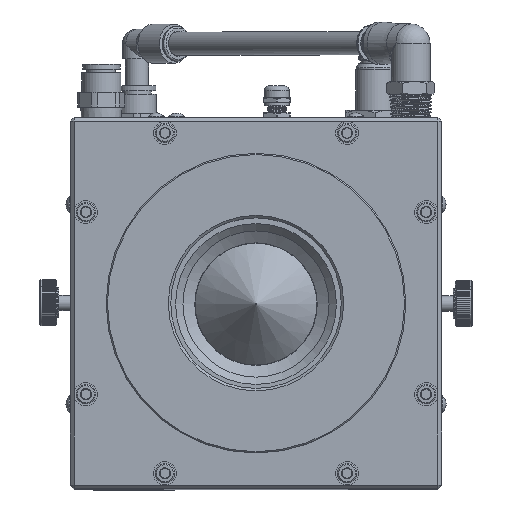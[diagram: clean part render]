
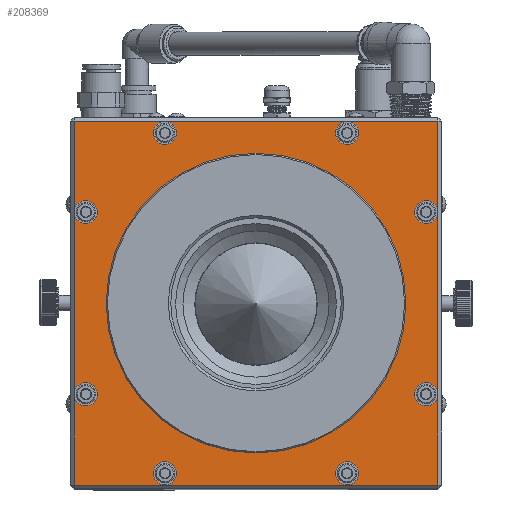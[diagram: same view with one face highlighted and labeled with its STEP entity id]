
A CAD part, top view. The second image highlights one B-rep face of the part: STEP entity #208369.
In plain terms, the highlighted planar face has unit normal (0, 0, 1).
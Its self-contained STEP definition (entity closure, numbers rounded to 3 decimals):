
#485 = VERTEX_POINT ( 'NONE', #215031 ) ;
#2800 = DIRECTION ( 'NONE',  ( 0., 0., 1. ) ) ;
#7118 = CARTESIAN_POINT ( 'NONE',  ( -32.618, -69.85, 224.442 ) ) ;
#8895 = EDGE_CURVE ( 'NONE', #271106, #199480, #241264, .T. ) ;
#11088 = DIRECTION ( 'NONE',  ( 0., 0., -1. ) ) ;
#11622 = FACE_BOUND ( 'NONE', #210476, .T. ) ;
#12709 = LINE ( 'NONE', #231836, #235693 ) ;
#15145 = EDGE_CURVE ( 'NONE', #116068, #271106, #12709, .T. ) ;
#16275 = DIRECTION ( 'NONE',  ( 0., 0., -1. ) ) ;
#17800 = VECTOR ( 'NONE', #311340, 1000. ) ;
#25854 = DIRECTION ( 'NONE',  ( 1., 0., 0. ) ) ;
#29761 = CIRCLE ( 'NONE', #210942, 4.762 ) ;
#31990 = CARTESIAN_POINT ( 'NONE',  ( 74.613, 37.379, 224.442 ) ) ;
#32175 = FACE_BOUND ( 'NONE', #119865, .T. ) ;
#34189 = ORIENTED_EDGE ( 'NONE', *, *, #89143, .T. ) ;
#34830 = DIRECTION ( 'NONE',  ( -1., 0., 0. ) ) ;
#35317 = FACE_BOUND ( 'NONE', #69740, .T. ) ;
#40027 = PLANE ( 'NONE',  #170757 ) ;
#41803 = DIRECTION ( 'NONE',  ( 0., 0., 1. ) ) ;
#47171 = EDGE_CURVE ( 'NONE', #75112, #75112, #263655, .T. ) ;
#48087 = EDGE_LOOP ( 'NONE', ( #206970 ) ) ;
#52076 = DIRECTION ( 'NONE',  ( 0., 0., 1. ) ) ;
#57343 = VECTOR ( 'NONE', #242797, 1000. ) ;
#57851 = ORIENTED_EDGE ( 'NONE', *, *, #293333, .F. ) ;
#58233 = CIRCLE ( 'NONE', #93535, 4.763 ) ;
#62183 = EDGE_CURVE ( 'NONE', #85960, #85960, #299507, .T. ) ;
#63781 = CARTESIAN_POINT ( 'NONE',  ( -37.381, -69.85, 224.442 ) ) ;
#69265 = EDGE_LOOP ( 'NONE', ( #258373, #34189, #147487, #120284 ) ) ;
#69740 = EDGE_LOOP ( 'NONE', ( #139543 ) ) ;
#73980 = CARTESIAN_POINT ( 'NONE',  ( -69.85, -37.38, 224.442 ) ) ;
#75112 = VERTEX_POINT ( 'NONE', #126921 ) ;
#80043 = VERTEX_POINT ( 'NONE', #307495 ) ;
#80186 = DIRECTION ( 'NONE',  ( 1., 0., 0. ) ) ;
#81735 = CARTESIAN_POINT ( 'NONE',  ( -65.088, -37.38, 224.442 ) ) ;
#82279 = AXIS2_PLACEMENT_3D ( 'NONE', #63781, #106389, #183520 ) ;
#82911 = CARTESIAN_POINT ( 'NONE',  ( 42.142, -69.851, 224.442 ) ) ;
#85960 = VERTEX_POINT ( 'NONE', #208746 ) ;
#87210 = CIRCLE ( 'NONE', #82279, 4.762 ) ;
#87541 = VERTEX_POINT ( 'NONE', #82911 ) ;
#89143 = EDGE_CURVE ( 'NONE', #80043, #116068, #281509, .T. ) ;
#89152 = EDGE_CURVE ( 'NONE', #485, #485, #58233, .T. ) ;
#90485 = FACE_BOUND ( 'NONE', #208677, .T. ) ;
#93535 = AXIS2_PLACEMENT_3D ( 'NONE', #257797, #41803, #25854 ) ;
#98963 = EDGE_LOOP ( 'NONE', ( #294485 ) ) ;
#100341 = CARTESIAN_POINT ( 'NONE',  ( -65.087, 37.38, 224.442 ) ) ;
#100695 = VERTEX_POINT ( 'NONE', #102200 ) ;
#101226 = EDGE_CURVE ( 'NONE', #199480, #80043, #239049, .T. ) ;
#101485 = VERTEX_POINT ( 'NONE', #31990 ) ;
#102200 = CARTESIAN_POINT ( 'NONE',  ( 74.612, -37.381, 224.442 ) ) ;
#105726 = CIRCLE ( 'NONE', #176443, 4.763 ) ;
#106389 = DIRECTION ( 'NONE',  ( 0., 0., 1. ) ) ;
#108820 = CARTESIAN_POINT ( 'NONE',  ( -74.701, -74.7, 224.442 ) ) ;
#112144 = AXIS2_PLACEMENT_3D ( 'NONE', #244828, #216553, #170913 ) ;
#115105 = CARTESIAN_POINT ( 'NONE',  ( -74.699, 74.7, 224.442 ) ) ;
#116068 = VERTEX_POINT ( 'NONE', #308204 ) ;
#116741 = DIRECTION ( 'NONE',  ( 0., 0., 1. ) ) ;
#119865 = EDGE_LOOP ( 'NONE', ( #230435 ) ) ;
#120284 = ORIENTED_EDGE ( 'NONE', *, *, #8895, .T. ) ;
#121623 = ORIENTED_EDGE ( 'NONE', *, *, #238989, .F. ) ;
#122326 = CARTESIAN_POINT ( 'NONE',  ( 76.199, -74.701, 224.442 ) ) ;
#126789 = FACE_BOUND ( 'NONE', #233225, .T. ) ;
#126921 = CARTESIAN_POINT ( 'NONE',  ( 42.144, 69.849, 224.442 ) ) ;
#127600 = AXIS2_PLACEMENT_3D ( 'NONE', #309595, #186664, #163140 ) ;
#128333 = FACE_BOUND ( 'NONE', #48087, .T. ) ;
#134618 = CARTESIAN_POINT ( 'NONE',  ( -76.201, -76.2, 224.442 ) ) ;
#138396 = AXIS2_PLACEMENT_3D ( 'NONE', #193944, #52076, #245858 ) ;
#139543 = ORIENTED_EDGE ( 'NONE', *, *, #165861, .F. ) ;
#147487 = ORIENTED_EDGE ( 'NONE', *, *, #15145, .T. ) ;
#155298 = FACE_BOUND ( 'NONE', #250192, .T. ) ;
#163140 = DIRECTION ( 'NONE',  ( 1., 0., 0. ) ) ;
#165861 = EDGE_CURVE ( 'NONE', #100695, #100695, #252954, .T. ) ;
#166494 = VECTOR ( 'NONE', #286419, 1000. ) ;
#168862 = CARTESIAN_POINT ( 'NONE',  ( -74.701, -76.2, 224.442 ) ) ;
#169761 = EDGE_CURVE ( 'NONE', #173241, #173241, #105726, .T. ) ;
#170757 = AXIS2_PLACEMENT_3D ( 'NONE', #134618, #16275, #230778 ) ;
#170913 = DIRECTION ( 'NONE',  ( 1., 0., 0. ) ) ;
#173241 = VERTEX_POINT ( 'NONE', #81735 ) ;
#173244 = AXIS2_PLACEMENT_3D ( 'NONE', #251179, #252729, #227500 ) ;
#175313 = ORIENTED_EDGE ( 'NONE', *, *, #62183, .T. ) ;
#176443 = AXIS2_PLACEMENT_3D ( 'NONE', #73980, #2800, #80186 ) ;
#183520 = DIRECTION ( 'NONE',  ( 1., 0., 0. ) ) ;
#186607 = FACE_OUTER_BOUND ( 'NONE', #69265, .T. ) ;
#186664 = DIRECTION ( 'NONE',  ( 0., 0., 1. ) ) ;
#189288 = CARTESIAN_POINT ( 'NONE',  ( 69.851, 37.379, 224.442 ) ) ;
#193944 = CARTESIAN_POINT ( 'NONE',  ( -69.849, 37.38, 224.442 ) ) ;
#196491 = VERTEX_POINT ( 'NONE', #7118 ) ;
#199374 = FACE_BOUND ( 'NONE', #287738, .T. ) ;
#199480 = VERTEX_POINT ( 'NONE', #108820 ) ;
#206970 = ORIENTED_EDGE ( 'NONE', *, *, #231586, .F. ) ;
#208369 = ADVANCED_FACE ( 'NONE', ( #245100, #126789, #155298, #11622, #199374, #35317, #32175, #128333, #90485, #186607 ), #40027, .F. ) ;
#208677 = EDGE_LOOP ( 'NONE', ( #175313 ) ) ;
#208746 = CARTESIAN_POINT ( 'NONE',  ( -57.29, 0., 224.442 ) ) ;
#210476 = EDGE_LOOP ( 'NONE', ( #241277 ) ) ;
#210942 = AXIS2_PLACEMENT_3D ( 'NONE', #189288, #116741, #285443 ) ;
#215031 = CARTESIAN_POINT ( 'NONE',  ( -32.616, 69.85, 224.442 ) ) ;
#215113 = CARTESIAN_POINT ( 'NONE',  ( 74.701, 76.199, 224.442 ) ) ;
#216553 = DIRECTION ( 'NONE',  ( 0., 0., 1. ) ) ;
#227500 = DIRECTION ( 'NONE',  ( 1., 0., 0. ) ) ;
#228979 = AXIS2_PLACEMENT_3D ( 'NONE', #246088, #11088, #299675 ) ;
#230435 = ORIENTED_EDGE ( 'NONE', *, *, #261273, .F. ) ;
#230778 = DIRECTION ( 'NONE',  ( -1., 0., 0. ) ) ;
#231586 = EDGE_CURVE ( 'NONE', #196491, #196491, #87210, .T. ) ;
#231836 = CARTESIAN_POINT ( 'NONE',  ( -76.199, 74.7, 224.442 ) ) ;
#233225 = EDGE_LOOP ( 'NONE', ( #121623 ) ) ;
#235693 = VECTOR ( 'NONE', #34830, 1000. ) ;
#238989 = EDGE_CURVE ( 'NONE', #273701, #273701, #269171, .T. ) ;
#239049 = LINE ( 'NONE', #122326, #166494 ) ;
#241264 = LINE ( 'NONE', #168862, #57343 ) ;
#241277 = ORIENTED_EDGE ( 'NONE', *, *, #47171, .F. ) ;
#242797 = DIRECTION ( 'NONE',  ( 0., -1., 0. ) ) ;
#244828 = CARTESIAN_POINT ( 'NONE',  ( 69.85, -37.381, 224.442 ) ) ;
#245100 = FACE_BOUND ( 'NONE', #98963, .T. ) ;
#245858 = DIRECTION ( 'NONE',  ( 1., 0., 0. ) ) ;
#246088 = CARTESIAN_POINT ( 'NONE',  ( 0., 0., 224.442 ) ) ;
#250192 = EDGE_LOOP ( 'NONE', ( #294958 ) ) ;
#251179 = CARTESIAN_POINT ( 'NONE',  ( 37.381, 69.849, 224.442 ) ) ;
#252729 = DIRECTION ( 'NONE',  ( 0., 0., 1. ) ) ;
#252954 = CIRCLE ( 'NONE', #112144, 4.762 ) ;
#257797 = CARTESIAN_POINT ( 'NONE',  ( -37.379, 69.85, 224.442 ) ) ;
#258373 = ORIENTED_EDGE ( 'NONE', *, *, #101226, .T. ) ;
#261273 = EDGE_CURVE ( 'NONE', #87541, #87541, #298744, .T. ) ;
#263655 = CIRCLE ( 'NONE', #173244, 4.763 ) ;
#269171 = CIRCLE ( 'NONE', #138396, 4.762 ) ;
#271106 = VERTEX_POINT ( 'NONE', #115105 ) ;
#273701 = VERTEX_POINT ( 'NONE', #100341 ) ;
#281509 = LINE ( 'NONE', #215113, #17800 ) ;
#285443 = DIRECTION ( 'NONE',  ( 1., 0., 0. ) ) ;
#286419 = DIRECTION ( 'NONE',  ( 1., 0., 0. ) ) ;
#287738 = EDGE_LOOP ( 'NONE', ( #57851 ) ) ;
#293333 = EDGE_CURVE ( 'NONE', #101485, #101485, #29761, .T. ) ;
#294485 = ORIENTED_EDGE ( 'NONE', *, *, #169761, .F. ) ;
#294958 = ORIENTED_EDGE ( 'NONE', *, *, #89152, .F. ) ;
#298744 = CIRCLE ( 'NONE', #127600, 4.762 ) ;
#299507 = CIRCLE ( 'NONE', #228979, 57.29 ) ;
#299675 = DIRECTION ( 'NONE',  ( -1., 0., 0. ) ) ;
#307495 = CARTESIAN_POINT ( 'NONE',  ( 74.699, -74.701, 224.442 ) ) ;
#308204 = CARTESIAN_POINT ( 'NONE',  ( 74.701, 74.699, 224.442 ) ) ;
#309595 = CARTESIAN_POINT ( 'NONE',  ( 37.379, -69.851, 224.442 ) ) ;
#311340 = DIRECTION ( 'NONE',  ( 0., 1., 0. ) ) ;
